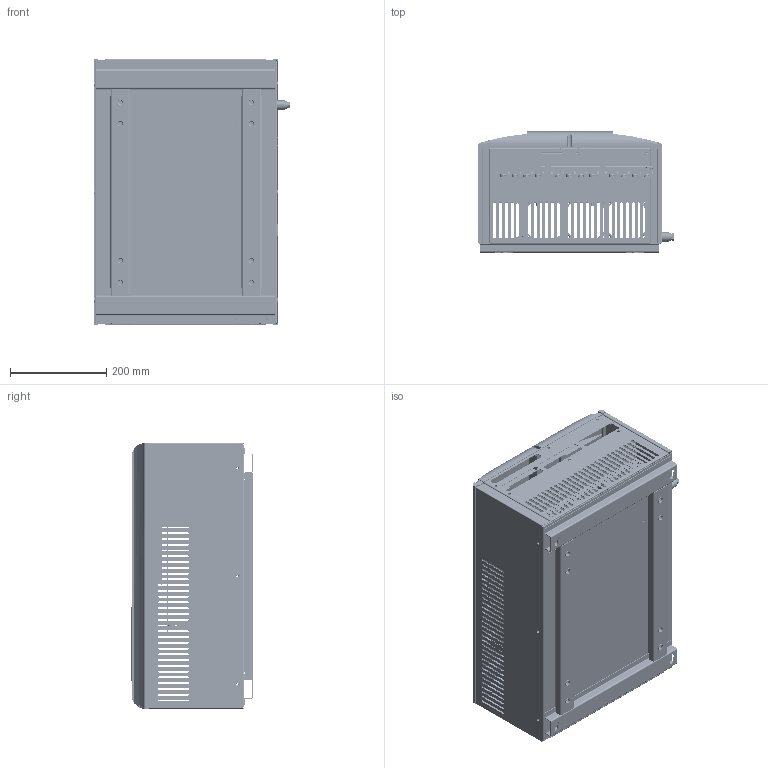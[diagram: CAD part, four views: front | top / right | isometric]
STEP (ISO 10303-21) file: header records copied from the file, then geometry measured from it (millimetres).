
FILE_DESCRIPTION (( 'FreeCAD Model' ), '1' );
FILE_NAME ('3D-model FC series 04 - 45-55 kW.STEP','2016-03-10T06:21:49', (''),(''),'Open CASCADE STEP processor 6.8','FreeCAD','');
FILE_SCHEMA (( 'CONFIG_CONTROL_DESIGN' ));
Products named in the file (43): 3-D 斁麧錪 瓬-45-55; Íàáîð áîëò Ì8õ25; Áîëò_À_ 7805-70_Œ 8 å 25; Øàéáà_ïðóæèííàÿ_6402-70_ä 8; Øàéáà_11371-78_ä 8; ÐÄÖÁ.745352.020 Ïàíåëü ýëåêòðîíèêè; ÐÄÖÁ.735225.004 Êðûøêà íèæíÿÿ; ÐÄÖÁ.735224.003 Êðûøêà âåðõíÿÿ; 陑祫.735225.002 扻豵鵨; 心至.467451.034蚜 暑眚痤腚屦_45_FreqConv_V2.3SK_; ÐÄÖÁ.687228.003ÑÁ Êîëîäêà êëåììíàÿ; Íàáîð âèíò Ì6õ20; Âèíò_ 11644-75_Œ 6 å20; Øàéáà_ïðóæèííàÿ_6402-70_ä 6; Øàéáà_11371-78_ä 6; Øóðóï_ 1144-80_Œ 3,5å13 *; Ãàéêà_À_5927-70_Œ 6; 陑祫.733251.003 扻豵鵨; 心至.741271.001 署赅; 陑祫.741134.007 嵙縺; ﾐﾄﾖﾁ.305142.003ﾑﾁ ﾊ鮻; ÐÄÖÁ.745535.010-01 Ïàíåëü áîêîâàÿ; ÐÄÖÁ.745535.010 Ïàíåëü áîêîâàÿ; ÐÄÖÁ.745535.009 Ïàíåëü íèæíÿÿ; ÐÄÖÁ.745535.008 Ïàíåëü âåðõíÿÿ; 陑祫.745221.003 赶鎀鍧; 陑祫.745221.003-01 赶鎀鍧; ÐÄÖÁ.301318.001ÑÁ Ïîäñòàâêà; 陑祫.741231.001 砑僔蠂縺; ÐÄÖÁ.745322.004 Øâåëëåð; ﾐﾄﾖﾁ.745352.013 ﾊ煇鳫; ﾐﾄﾖﾁ.301314.005ﾑﾁ ﾎ魵瑙韃; Çàêëåïêà Ì4 ðåçüáîâàÿ; Çàêëåïêà ðåçüáîâàÿ Ì8; 陑祫.745522.009 赶鎀鍧; ÐÄÖÁ.745422.006 Øâåëëåð; ÐÄÖÁ.745421.001 Øâåëëåð; ﾐﾄﾖﾁ.745352.012 ﾊ煇鳫; ﾐﾄﾖﾁ.745322.003 ﾎ魵瑙韃; 陑祫.745222.003 赶鎀鍧 ...
Assembly tree (113 placements, depth 4):
  3-D 斁麧錪 瓬-45-55
    ﾐﾄﾖﾁ.301314.005ﾑﾁ ﾎ魵瑙韃
      ÐÄÖÁ.713361.001 Âòóëêà çàçåìëåíèÿ
      陑祫.745222.003 赶鎀鍧  x3
      ﾐﾄﾖﾁ.745322.003 ﾎ魵瑙韃
      ﾐﾄﾖﾁ.745352.012 ﾊ煇鳫  x3
      ÐÄÖÁ.745421.001 Øâåëëåð
      ÐÄÖÁ.745421.001 Øâåëëåð
      ÐÄÖÁ.745422.006 Øâåëëåð
      ÐÄÖÁ.745422.006 Øâåëëåð
      陑祫.745522.009 赶鎀鍧  x4
      Çàêëåïêà ðåçüáîâàÿ Ì8  x8
      Çàêëåïêà Ì4 ðåçüáîâàÿ  x10
    ÐÄÖÁ.301318.001ÑÁ Ïîäñòàâêà
      ﾐﾄﾖﾁ.745352.013 ﾊ煇鳫
      ÐÄÖÁ.745322.004 Øâåëëåð
      陑祫.741231.001 砑僔蠂縺  x2
      Çàêëåïêà Ì4 ðåçüáîâàÿ  x25
    ﾐﾄﾖﾁ.305142.003ﾑﾁ ﾊ鮻
      陑祫.745221.003-01 赶鎀鍧
      陑祫.745221.003 赶鎀鍧
      ÐÄÖÁ.745535.008 Ïàíåëü âåðõíÿÿ
      ÐÄÖÁ.745535.009 Ïàíåëü íèæíÿÿ
      ÐÄÖÁ.745535.010 Ïàíåëü áîêîâàÿ
      ÐÄÖÁ.745535.010-01 Ïàíåëü áîêîâàÿ
    ÐÄÖÁ.687228.003ÑÁ Êîëîäêà êëåììíàÿ  x3
      陑祫.741134.007 嵙縺
      心至.741271.001 署赅
      陑祫.733251.003 扻豵鵨
      Ãàéêà_À_5927-70_Œ 6
      Øóðóï_ 1144-80_Œ 3,5å13 *
      Íàáîð âèíò Ì6õ20
        Øàéáà_11371-78_ä 6
        Øàéáà_ïðóæèííàÿ_6402-70_ä 6
        Âèíò_ 11644-75_Œ 6 å20
    心至.467451.034蚜 暑眚痤腚屦_45_FreqConv_V2.3SK_
    陑祫.735225.002 扻豵鵨
    ÐÄÖÁ.735224.003 Êðûøêà âåðõíÿÿ
    ÐÄÖÁ.735225.004 Êðûøêà íèæíÿÿ
    陑祫.741231.001 砑僔蠂縺
    ÐÄÖÁ.745352.020 Ïàíåëü ýëåêòðîíèêè
    Øàéáà_11371-78_ä 8
    Íàáîð áîëò Ì8õ25
      Øàéáà_11371-78_ä 8
      Øàéáà_ïðóæèííàÿ_6402-70_ä 8
      Áîëò_À_ 7805-70_Œ 8 å 25
Bounding box: 409.3 x 255.6 x 553.6 mm (x, y, z)
Volume: 2586804.4 mm3; surface area: 3121030.1 mm2
Topology: 199 solids, 199 shells, 6560 faces, 16035 edges, 10088 vertices
Faces by surface type: plane 3372, cylinder 2040, cone 654, torus 482, sphere 12
Entity records: 101530 total; most frequent: CARTESIAN_POINT 17061, DIRECTION 16373, ORIENTED_EDGE 15994, EDGE_CURVE 7997, VECTOR 5773, LINE 5773, AXIS2_PLACEMENT_3D 5300, VERTEX_POINT 5086
